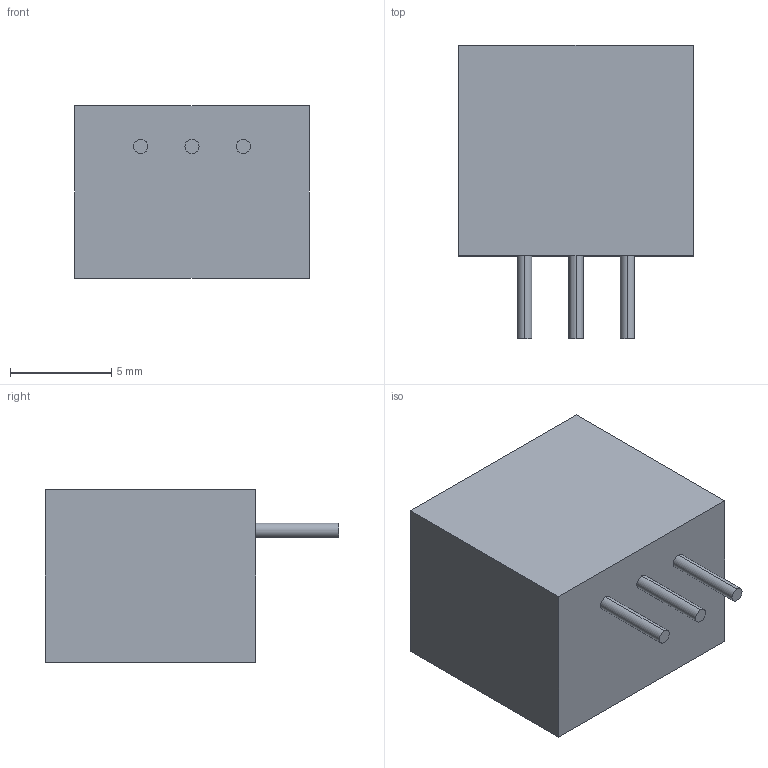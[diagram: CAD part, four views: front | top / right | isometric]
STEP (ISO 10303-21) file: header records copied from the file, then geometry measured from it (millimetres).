
FILE_DESCRIPTION (( 'STEP AP214' ), '1' );
FILE_NAME ('rb78c.STEP', '2019-05-19T11:26:09', ( '' ), ( '' ), 'SwSTEP 2.0', 'SolidWorks 2018', '' );
FILE_SCHEMA (( 'AUTOMOTIVE_DESIGN' ));
Length unit declared in the file: millimetre
Products named in the file (1): rb78c
Bounding box: 11.6 x 14.51 x 8.5 mm (x, y, z)
Volume: 1030.3 mm3; surface area: 642.9 mm2
Topology: 1 solids, 1 shells, 107 faces, 276 edges, 184 vertices
Faces by surface type: plane 73, bspline 28, cylinder 6
Entity records: 4916 total; most frequent: CARTESIAN_POINT 2180, ORIENTED_EDGE 552, DIRECTION 392, EDGE_CURVE 276, LINE 208, VECTOR 208, VERTEX_POINT 184, EDGE_LOOP 120
